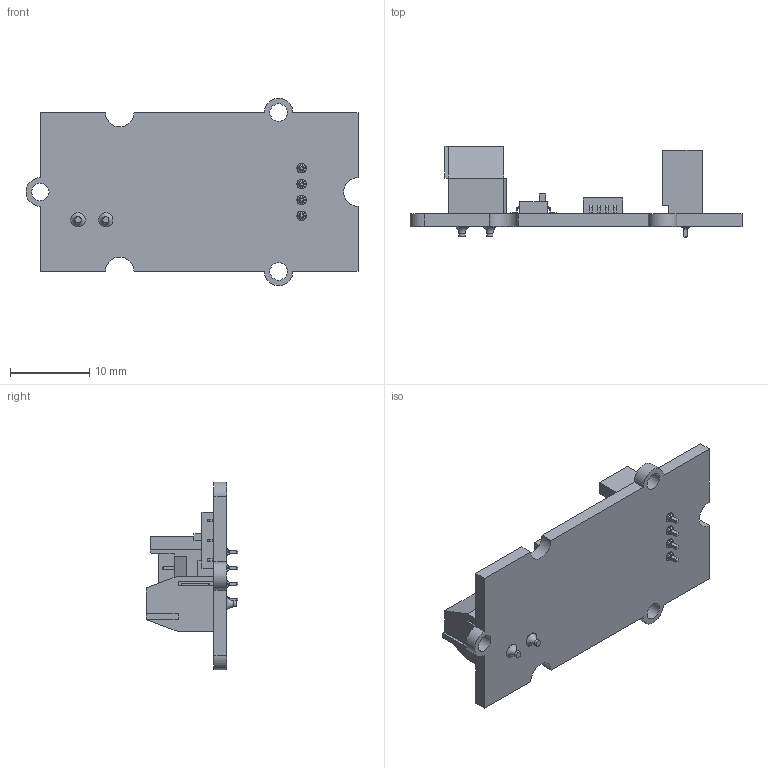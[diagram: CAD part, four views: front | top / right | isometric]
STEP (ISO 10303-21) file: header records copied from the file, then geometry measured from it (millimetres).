
FILE_DESCRIPTION(/* description */ (''),/* implementation_level */ '2;1');
FILE_NAME(/* name */ 'Global_Voltage_Divider v1.step',/* time_stamp */ '2019-06-07T11:45:09+02:00',/* author */ (''),/* organization */ (''),/* preprocessor_version */ 'ST-DEVELOPER v18',/* originating_system */ 'Autodesk Translation Framework v8.2.0.1029',/* authorisation */ '');
FILE_SCHEMA (('AUTOMOTIVE_DESIGN { 1 0 10303 214 3 1 1 }'));
Length unit declared in the file: millimetre
Products named in the file (6): Global_Voltage_Divider; PCB_Wifi; Connecteur Grove (droit); Bornier 2ct; composant_elec_8; composant_elec_9
Assembly tree (5 placements, depth 2):
  Global_Voltage_Divider
    PCB_Wifi
    Connecteur Grove (droit)
    Bornier 2ct
    composant_elec_8
    composant_elec_9
Bounding box: 41.8 x 11.5 x 23.6 mm (x, y, z)
Volume: 1770 mm3; surface area: 3481.2 mm2
Topology: 15 solids, 15 shells, 660 faces, 1521 edges, 912 vertices
Faces by surface type: plane 521, cylinder 105, bspline 32, torus 2
Full cylindrical faces by diameter (mm): 0.8 x4, 1.2 x4, 1.8 x2, 2 x2, 2.2 x3, 2.5 x2, 3 x2
Entity records: 19107 total; most frequent: CARTESIAN_POINT 3904, DIRECTION 3043, ORIENTED_EDGE 3042, EDGE_CURVE 1521, LINE 1181, VECTOR 1181, AXIS2_PLACEMENT_3D 931, VERTEX_POINT 912
